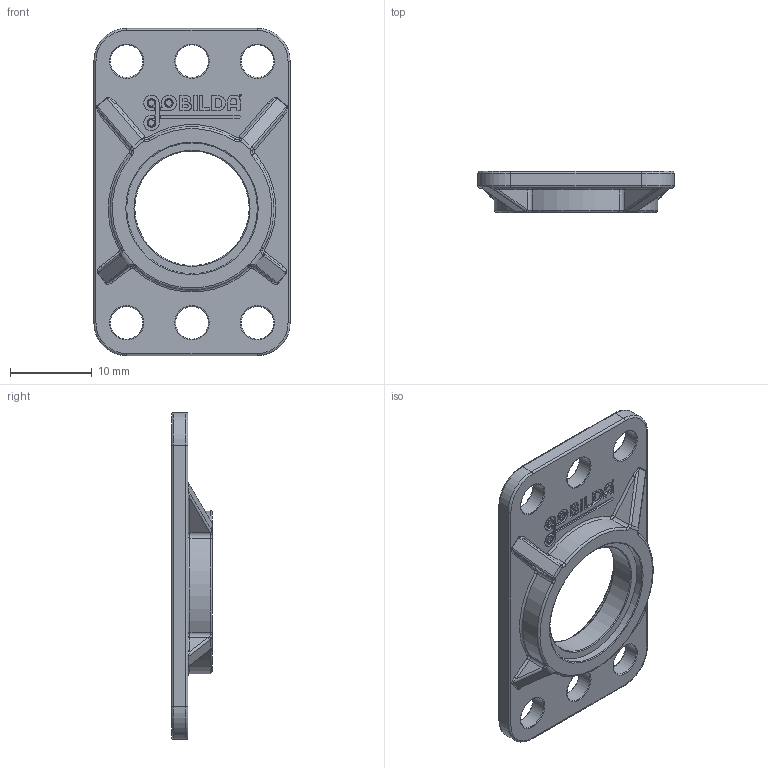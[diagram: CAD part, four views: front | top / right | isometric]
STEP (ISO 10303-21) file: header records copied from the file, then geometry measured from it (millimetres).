
FILE_DESCRIPTION(/* description */ (''),/* implementation_level */ '2;1');
FILE_NAME(/* name */ '1616-0016-0002.step',/* time_stamp */ '2022-06-03T14:12:42-05:00',/* author */ (''),/* organization */ (''),/* preprocessor_version */ 'ST-DEVELOPER v19',/* originating_system */ 'Autodesk Translation Framework v11.7.0.108',/* authorisation */ '');
FILE_SCHEMA (('AUTOMOTIVE_DESIGN { 1 0 10303 214 3 1 1 }'));
Length unit declared in the file: millimetre
Products named in the file (2): 1616-0016-0002; MOLD - "Logo, no tagline" - 28x10 v1
Assembly tree (1 placements, depth 2):
  1616-0016-0002
    MOLD - "Logo, no tagline" - 28x10 v1
Bounding box: 24 x 5 x 40 mm (x, y, z)
Volume: 1880.5 mm3; surface area: 2259.3 mm2
Topology: 1 solids, 1 shells, 289 faces, 710 edges, 446 vertices
Faces by surface type: plane 106, bspline 84, cylinder 57, torus 42
Full cylindrical faces by diameter (mm): 4 x6, 14 x1, 16 x2
Entity records: 10801 total; most frequent: CARTESIAN_POINT 4226, ORIENTED_EDGE 1420, DIRECTION 1246, EDGE_CURVE 710, AXIS2_PLACEMENT_3D 450, VERTEX_POINT 446, LINE 346, VECTOR 346
